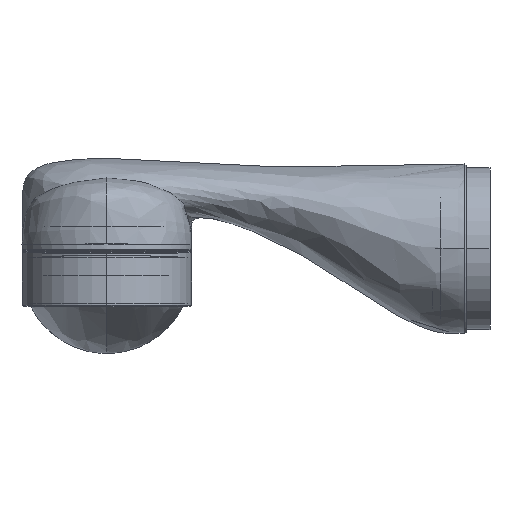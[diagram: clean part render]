
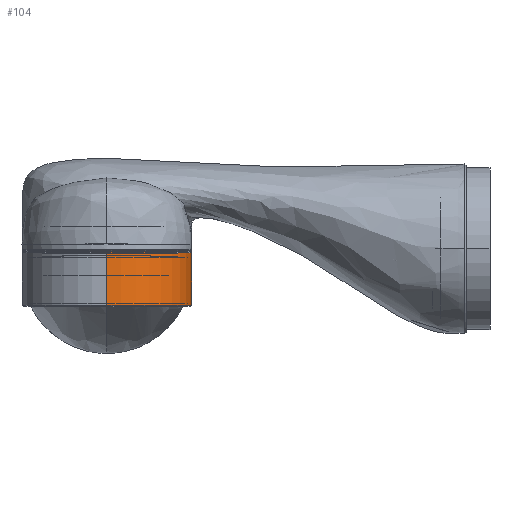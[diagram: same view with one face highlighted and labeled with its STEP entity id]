
A CAD part, top view. The second image highlights one B-rep face of the part: STEP entity #104.
In plain terms, the highlighted cylindrical face has radius 46000 mm (diameter 92000 mm), a partial arc.
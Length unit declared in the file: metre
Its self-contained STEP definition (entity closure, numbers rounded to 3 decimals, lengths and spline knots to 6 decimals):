
#104 = ADVANCED_FACE('',(#105),#141,.T.);
#105 = FACE_BOUND('',#106,.T.);
#106 = EDGE_LOOP('',(#107,#118,#126,#135));
#107 = ORIENTED_EDGE('',*,*,#108,.T.);
#108 = EDGE_CURVE('',#109,#111,#113,.T.);
#109 = VERTEX_POINT('',#110);
#110 = CARTESIAN_POINT('',(-46.,-20.2,0.));
#111 = VERTEX_POINT('',#112);
#112 = CARTESIAN_POINT('',(46.,-20.2,0.));
#113 = CIRCLE('',#114,46.);
#114 = AXIS2_PLACEMENT_3D('',#115,#116,#117);
#115 = CARTESIAN_POINT('',(0.,-20.2,0.));
#116 = DIRECTION('',(-0.,1.,0.));
#117 = DIRECTION('',(1.,0.,0.));
#118 = ORIENTED_EDGE('',*,*,#119,.T.);
#119 = EDGE_CURVE('',#111,#120,#122,.T.);
#120 = VERTEX_POINT('',#121);
#121 = CARTESIAN_POINT('',(46.,8.4,0.));
#122 = LINE('',#123,#124);
#123 = CARTESIAN_POINT('',(46.,-20.8,0.));
#124 = VECTOR('',#125,1.);
#125 = DIRECTION('',(-0.,1.,-0.));
#126 = ORIENTED_EDGE('',*,*,#127,.T.);
#127 = EDGE_CURVE('',#120,#128,#130,.T.);
#128 = VERTEX_POINT('',#129);
#129 = CARTESIAN_POINT('',(-46.,8.4,0.));
#130 = CIRCLE('',#131,46.);
#131 = AXIS2_PLACEMENT_3D('',#132,#133,#134);
#132 = CARTESIAN_POINT('',(0.,8.4,0.));
#133 = DIRECTION('',(0.,-1.,0.));
#134 = DIRECTION('',(1.,0.,0.));
#135 = ORIENTED_EDGE('',*,*,#136,.F.);
#136 = EDGE_CURVE('',#109,#128,#137,.T.);
#137 = LINE('',#138,#139);
#138 = CARTESIAN_POINT('',(-46.,-20.8,0.));
#139 = VECTOR('',#140,1.);
#140 = DIRECTION('',(-0.,1.,-0.));
#141 = CYLINDRICAL_SURFACE('',#142,46.);
#142 = AXIS2_PLACEMENT_3D('',#143,#144,#145);
#143 = CARTESIAN_POINT('',(0.,-20.8,0.));
#144 = DIRECTION('',(-0.,1.,-0.));
#145 = DIRECTION('',(-1.,0.,0.));
